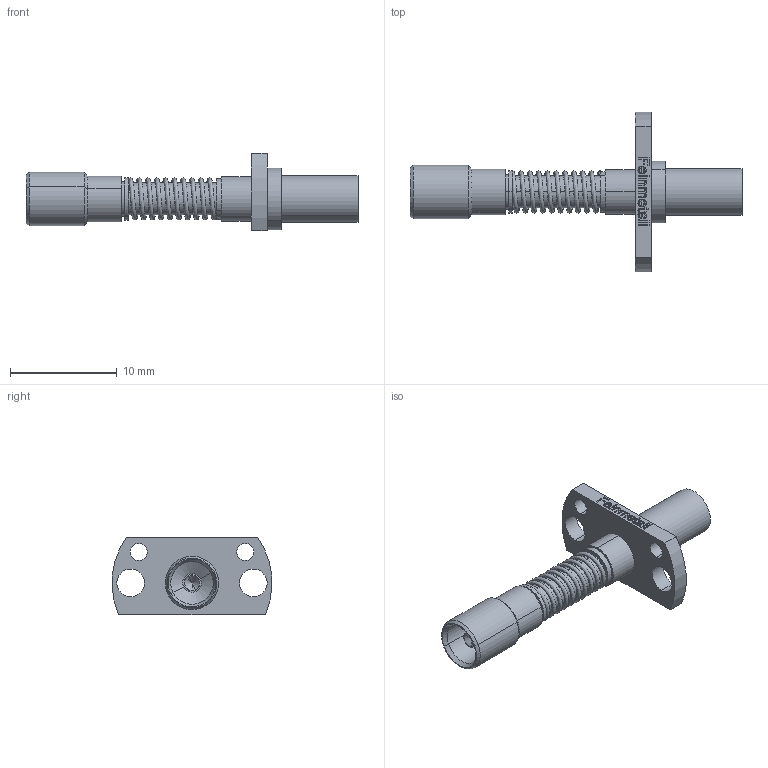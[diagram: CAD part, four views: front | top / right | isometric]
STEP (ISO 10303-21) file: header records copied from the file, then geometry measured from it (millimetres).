
FILE_DESCRIPTION (( 'STEP AP214' ), '1' );
FILE_NAME ('MOD-1106446-HF86-0002.STEP', '2022-10-20T10:12:50', ( '' ), ( '' ), 'SwSTEP 2.0', 'SolidWorks 2020', '' );
FILE_SCHEMA (( 'AUTOMOTIVE_DESIGN' ));
Length unit declared in the file: millimetre
Products named in the file (1): MOD-1106446-HF86-0002
Bounding box: 31.13 x 14.96 x 7.3 mm (x, y, z)
Volume: 465.1 mm3; surface area: 990.6 mm2
Topology: 1 solids, 1 shells, 250 faces, 626 edges, 404 vertices
Faces by surface type: plane 110, bspline 58, cylinder 50, cone 28, torus 4
Entity records: 13864 total; most frequent: CARTESIAN_POINT 6881, ORIENTED_EDGE 1244, DIRECTION 1018, EDGE_CURVE 622, VERTEX_POINT 404, LINE 350, VECTOR 350, AXIS2_PLACEMENT_3D 334
